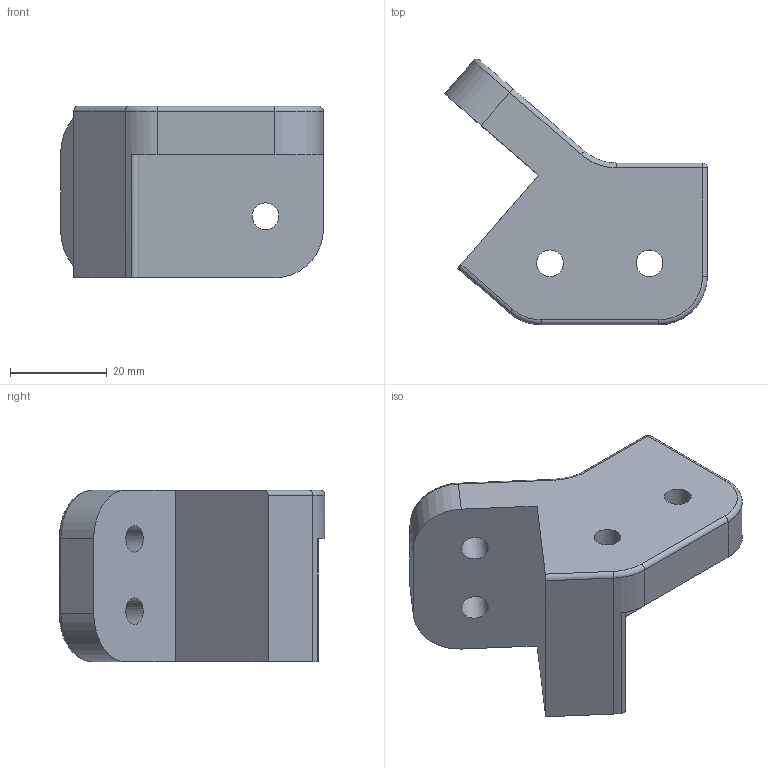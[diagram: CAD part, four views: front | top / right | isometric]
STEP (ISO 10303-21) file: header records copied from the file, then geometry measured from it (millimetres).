
FILE_DESCRIPTION(/* description */ (''),/* implementation_level */ '2;1');
FILE_NAME(/* name */ 'lowerUndercarriageBracket.stp',/* time_stamp */ '2024-12-12T22:56:43-05:00',/* author */ ('derm'),/* organization */ (''),/* preprocessor_version */ 'ST-DEVELOPER v20',/* originating_system */ 'Autodesk Inventor 2025',/* authorisation */ '');
FILE_SCHEMA (('AUTOMOTIVE_DESIGN { 1 0 10303 214 3 1 1 }'));
Length unit declared in the file: millimetre
Products named in the file (1): lowerUndercarriageBracket
Bounding box: 54.29 x 54.87 x 35.4 mm (x, y, z)
Volume: 34348.7 mm3; surface area: 10820.3 mm2
Topology: 1 solids, 1 shells, 42 faces, 103 edges, 63 vertices
Faces by surface type: cylinder 21, plane 13, torus 7, sphere 1
Full cylindrical faces by diameter (mm): 5.5 x4, 5.503 x1
Entity records: 1304 total; most frequent: DIRECTION 239, CARTESIAN_POINT 209, ORIENTED_EDGE 206, EDGE_CURVE 103, AXIS2_PLACEMENT_3D 93, VERTEX_POINT 63, LINE 53, VECTOR 53
